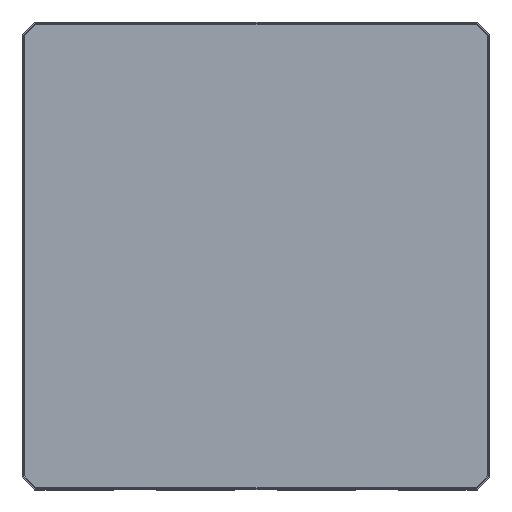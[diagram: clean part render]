
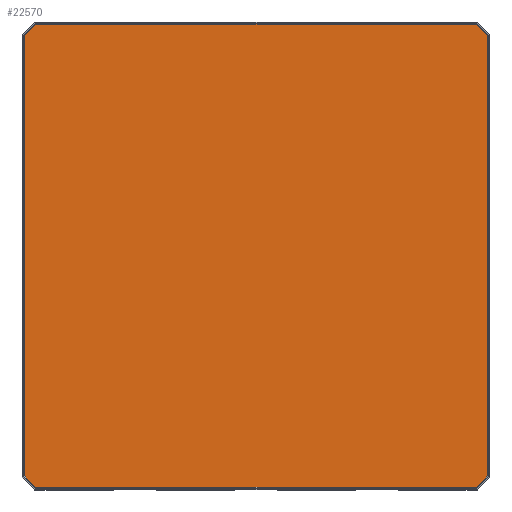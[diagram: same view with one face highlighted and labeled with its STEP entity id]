
A CAD part, top view. The second image highlights one B-rep face of the part: STEP entity #22570.
In plain terms, the highlighted planar face has unit normal (0, 0, 1).
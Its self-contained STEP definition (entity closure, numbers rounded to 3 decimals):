
#32=FACE_OUTER_BOUND('',#1335,.T.);
#1335=EDGE_LOOP('',(#14635,#14636,#14637,#14638,#14639,#14640,#14641,#14642));
#2655=LINE('',#31106,#5971);
#2656=LINE('',#31108,#5972);
#2657=LINE('',#31110,#5973);
#2658=LINE('',#31112,#5974);
#2659=LINE('',#31114,#5975);
#2660=LINE('',#31116,#5976);
#2661=LINE('',#31118,#5977);
#2662=LINE('',#31119,#5978);
#5971=VECTOR('',#25182,10.);
#5972=VECTOR('',#25183,10.);
#5973=VECTOR('',#25184,10.);
#5974=VECTOR('',#25185,10.);
#5975=VECTOR('',#25186,10.);
#5976=VECTOR('',#25187,10.);
#5977=VECTOR('',#25188,10.);
#5978=VECTOR('',#25189,10.);
#9287=VERTEX_POINT('',#31104);
#9288=VERTEX_POINT('',#31105);
#9289=VERTEX_POINT('',#31107);
#9290=VERTEX_POINT('',#31109);
#9291=VERTEX_POINT('',#31111);
#9292=VERTEX_POINT('',#31113);
#9293=VERTEX_POINT('',#31115);
#9294=VERTEX_POINT('',#31117);
#11319=EDGE_CURVE('',#9287,#9288,#2655,.T.);
#11320=EDGE_CURVE('',#9289,#9287,#2656,.T.);
#11321=EDGE_CURVE('',#9290,#9289,#2657,.T.);
#11322=EDGE_CURVE('',#9291,#9290,#2658,.T.);
#11323=EDGE_CURVE('',#9292,#9291,#2659,.T.);
#11324=EDGE_CURVE('',#9293,#9292,#2660,.T.);
#11325=EDGE_CURVE('',#9294,#9293,#2661,.T.);
#11326=EDGE_CURVE('',#9288,#9294,#2662,.T.);
#14635=ORIENTED_EDGE('',*,*,#11319,.F.);
#14636=ORIENTED_EDGE('',*,*,#11320,.F.);
#14637=ORIENTED_EDGE('',*,*,#11321,.F.);
#14638=ORIENTED_EDGE('',*,*,#11322,.F.);
#14639=ORIENTED_EDGE('',*,*,#11323,.F.);
#14640=ORIENTED_EDGE('',*,*,#11324,.F.);
#14641=ORIENTED_EDGE('',*,*,#11325,.F.);
#14642=ORIENTED_EDGE('',*,*,#11326,.F.);
#21267=PLANE('',#23875);
#22570=ADVANCED_FACE('',(#32),#21267,.T.);
#23875=AXIS2_PLACEMENT_3D('',#31103,#25180,#25181);
#25180=DIRECTION('center_axis',(0.,0.,1.));
#25181=DIRECTION('ref_axis',(1.,0.,0.));
#25182=DIRECTION('',(0.,-1.,0.));
#25183=DIRECTION('',(0.707,-0.707,0.));
#25184=DIRECTION('',(1.,0.,0.));
#25185=DIRECTION('',(0.707,0.707,0.));
#25186=DIRECTION('',(0.,1.,0.));
#25187=DIRECTION('',(-0.707,0.707,0.));
#25188=DIRECTION('',(-1.,0.,0.));
#25189=DIRECTION('',(-0.707,-0.707,0.));
#31103=CARTESIAN_POINT('Origin',(75.,75.,65.6));
#31104=CARTESIAN_POINT('',(170.5,165.814,65.6));
#31105=CARTESIAN_POINT('',(170.5,-15.814,65.6));
#31106=CARTESIAN_POINT('',(170.5,29.386,65.6));
#31107=CARTESIAN_POINT('',(165.814,170.5,65.6));
#31108=CARTESIAN_POINT('',(169.475,166.839,65.6));
#31109=CARTESIAN_POINT('',(-15.814,170.5,65.6));
#31110=CARTESIAN_POINT('',(120.614,170.5,65.6));
#31111=CARTESIAN_POINT('',(-20.5,165.814,65.6));
#31112=CARTESIAN_POINT('',(-16.839,169.475,65.6));
#31113=CARTESIAN_POINT('',(-20.5,-15.814,65.6));
#31114=CARTESIAN_POINT('',(-20.5,120.614,65.6));
#31115=CARTESIAN_POINT('',(-15.814,-20.5,65.6));
#31116=CARTESIAN_POINT('',(-19.475,-16.839,65.6));
#31117=CARTESIAN_POINT('',(165.814,-20.5,65.6));
#31118=CARTESIAN_POINT('',(29.386,-20.5,65.6));
#31119=CARTESIAN_POINT('',(166.839,-19.475,65.6));
